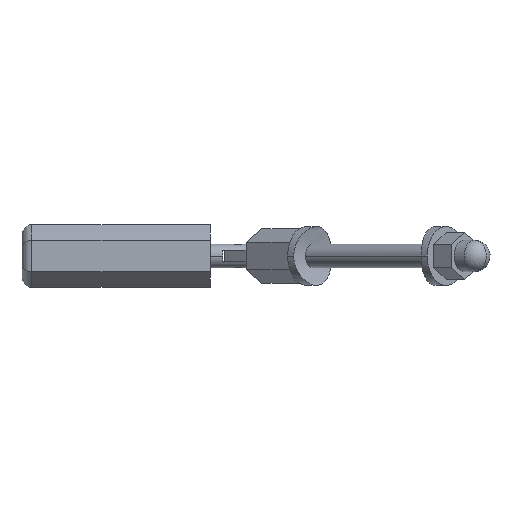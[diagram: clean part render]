
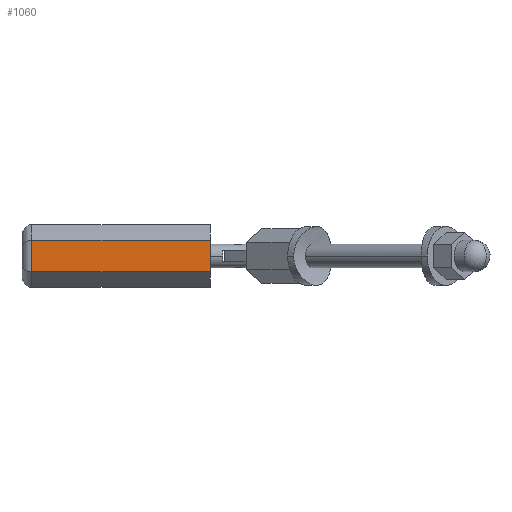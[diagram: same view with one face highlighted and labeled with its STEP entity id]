
A CAD part, front view. The second image highlights one B-rep face of the part: STEP entity #1060.
In plain terms, the highlighted planar face has unit normal (0, -1, 0).
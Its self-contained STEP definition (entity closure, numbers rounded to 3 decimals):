
#735=DIRECTION('',(0.,0.,1.));
#736=VECTOR('',#735,8.);
#737=CARTESIAN_POINT('',(2.5,-6.928,-4.));
#738=LINE('',#737,#736);
#739=DIRECTION('',(-1.,0.,0.));
#740=VECTOR('',#739,45.5);
#741=CARTESIAN_POINT('',(48.,-6.928,-4.));
#742=LINE('',#741,#740);
#859=DIRECTION('',(0.,0.,1.));
#860=VECTOR('',#859,8.);
#861=CARTESIAN_POINT('',(48.,-6.928,-4.));
#862=LINE('',#861,#860);
#877=DIRECTION('',(-1.,0.,0.));
#878=VECTOR('',#877,45.5);
#879=CARTESIAN_POINT('',(48.,-6.928,4.));
#880=LINE('',#879,#878);
#963=CARTESIAN_POINT('',(48.,-6.928,4.));
#965=VERTEX_POINT('',#963);
#973=CARTESIAN_POINT('',(48.,-6.928,-4.));
#974=VERTEX_POINT('',#973);
#991=CARTESIAN_POINT('',(2.5,-6.928,-4.));
#992=VERTEX_POINT('',#991);
#997=CARTESIAN_POINT('',(2.5,-6.928,4.));
#998=VERTEX_POINT('',#997);
#1046=CARTESIAN_POINT('',(48.,-6.928,-4.));
#1047=DIRECTION('',(0.,1.,0.));
#1048=DIRECTION('',(0.,0.,1.));
#1049=AXIS2_PLACEMENT_3D('',#1046,#1047,#1048);
#1050=PLANE('',#1049);
#1052=ORIENTED_EDGE('',*,*,#1051,.T.);
#1054=ORIENTED_EDGE('',*,*,#1053,.F.);
#1056=ORIENTED_EDGE('',*,*,#1055,.F.);
#1057=ORIENTED_EDGE('',*,*,#1037,.T.);
#1058=EDGE_LOOP('',(#1052,#1054,#1056,#1057));
#1059=FACE_OUTER_BOUND('',#1058,.F.);
#1037=EDGE_CURVE('',#974,#992,#742,.T.);
#1051=EDGE_CURVE('',#992,#998,#738,.T.);
#1053=EDGE_CURVE('',#965,#998,#880,.T.);
#1055=EDGE_CURVE('',#974,#965,#862,.T.);
#1060=ADVANCED_FACE('',(#1059),#1050,.F.);
